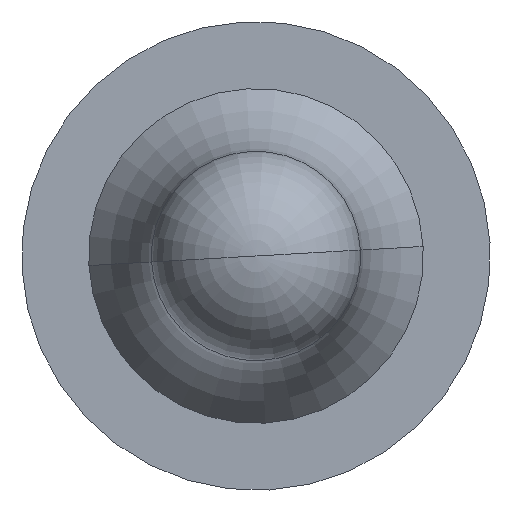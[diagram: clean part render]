
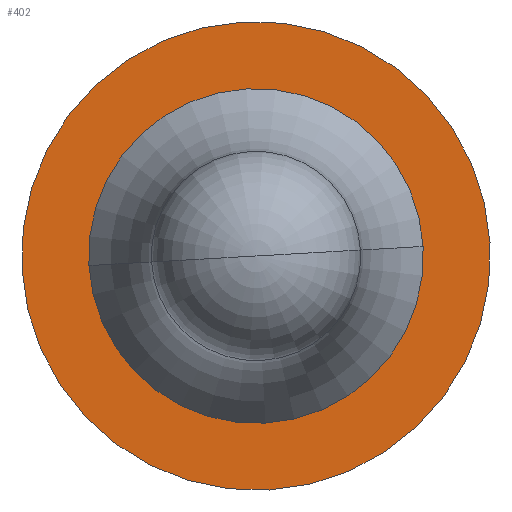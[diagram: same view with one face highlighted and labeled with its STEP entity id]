
A CAD part, left-side view. The second image highlights one B-rep face of the part: STEP entity #402.
In plain terms, the highlighted planar face has unit normal (-1, 0, 0).
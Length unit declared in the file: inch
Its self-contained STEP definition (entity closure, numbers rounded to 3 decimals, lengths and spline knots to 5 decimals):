
#32 = ORIENTED_EDGE ( 'NONE', *, *, #895, .T. ) ;
#138 = AXIS2_PLACEMENT_3D ( 'NONE', #561, #563, #567 ) ;
#205 = FACE_BOUND ( 'NONE', #1259, .T. ) ;
#302 = CARTESIAN_POINT ( 'NONE',  ( -0.19012, -0.02795, 0.0016 ) ) ;
#385 = VERTEX_POINT ( 'NONE', #302 ) ;
#402 = ADVANCED_FACE ( 'NONE', ( #205, #1244 ), #529, .T. ) ;
#529 = PLANE ( 'NONE',  #138 ) ;
#561 = CARTESIAN_POINT ( 'NONE',  ( -0.19012, 0.01997, -0.00114 ) ) ;
#563 = DIRECTION ( 'NONE',  ( -1., 0., 0. ) ) ;
#567 = DIRECTION ( 'NONE',  ( 0., -0.998, 0.057 ) ) ;
#888 = ORIENTED_EDGE ( 'NONE', *, *, #1128, .F. ) ;
#895 = EDGE_CURVE ( 'NONE', #1179, #1284, #1552, .T. ) ;
#946 = EDGE_LOOP ( 'NONE', ( #1638, #888 ) ) ;
#1000 = EDGE_CURVE ( 'NONE', #1025, #385, #1114, .T. ) ;
#1025 = VERTEX_POINT ( 'NONE', #1241 ) ;
#1054 = ORIENTED_EDGE ( 'NONE', *, *, #1130, .T. ) ;
#1085 = DIRECTION ( 'NONE',  ( 1., 0., 0. ) ) ;
#1087 = DIRECTION ( 'NONE',  ( 0., 0.998, -0.057 ) ) ;
#1114 = CIRCLE ( 'NONE', #1684, 0.028 ) ;
#1128 = EDGE_CURVE ( 'NONE', #385, #1025, #1607, .T. ) ;
#1130 = EDGE_CURVE ( 'NONE', #1284, #1179, #1653, .T. ) ;
#1179 = VERTEX_POINT ( 'NONE', #1438 ) ;
#1221 = CARTESIAN_POINT ( 'NONE',  ( -0.19012, 0., 0. ) ) ;
#1228 = DIRECTION ( 'NONE',  ( 1., 0., 0. ) ) ;
#1230 = DIRECTION ( 'NONE',  ( 0., 0.998, -0.057 ) ) ;
#1241 = CARTESIAN_POINT ( 'NONE',  ( -0.19012, 0.02795, -0.0016 ) ) ;
#1244 = FACE_OUTER_BOUND ( 'NONE', #946, .T. ) ;
#1259 = EDGE_LOOP ( 'NONE', ( #32, #1054 ) ) ;
#1284 = VERTEX_POINT ( 'NONE', #1573 ) ;
#1321 = CARTESIAN_POINT ( 'NONE',  ( -0.19012, 0., 0. ) ) ;
#1322 = DIRECTION ( 'NONE',  ( 1., 0., 0. ) ) ;
#1324 = DIRECTION ( 'NONE',  ( 0., 0.998, -0.057 ) ) ;
#1334 = CARTESIAN_POINT ( 'NONE',  ( -0.19012, 0., 0. ) ) ;
#1337 = DIRECTION ( 'NONE',  ( 1., 0., 0. ) ) ;
#1338 = DIRECTION ( 'NONE',  ( 0., 0.998, -0.057 ) ) ;
#1438 = CARTESIAN_POINT ( 'NONE',  ( -0.19012, 0.01997, -0.00114 ) ) ;
#1552 = CIRCLE ( 'NONE', #1740, 0.02 ) ;
#1573 = CARTESIAN_POINT ( 'NONE',  ( -0.19012, -0.01997, 0.00114 ) ) ;
#1587 = AXIS2_PLACEMENT_3D ( 'NONE', #1334, #1337, #1338 ) ;
#1595 = AXIS2_PLACEMENT_3D ( 'NONE', #1321, #1322, #1324 ) ;
#1597 = CARTESIAN_POINT ( 'NONE',  ( -0.19012, 0., 0. ) ) ;
#1607 = CIRCLE ( 'NONE', #1595, 0.028 ) ;
#1638 = ORIENTED_EDGE ( 'NONE', *, *, #1000, .F. ) ;
#1653 = CIRCLE ( 'NONE', #1587, 0.02 ) ;
#1684 = AXIS2_PLACEMENT_3D ( 'NONE', #1221, #1228, #1230 ) ;
#1740 = AXIS2_PLACEMENT_3D ( 'NONE', #1597, #1085, #1087 ) ;
